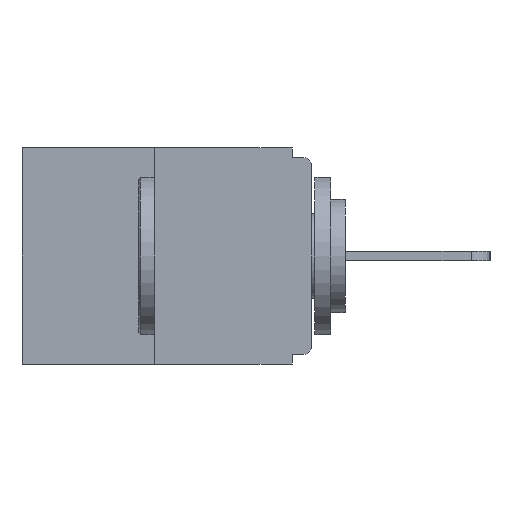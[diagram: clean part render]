
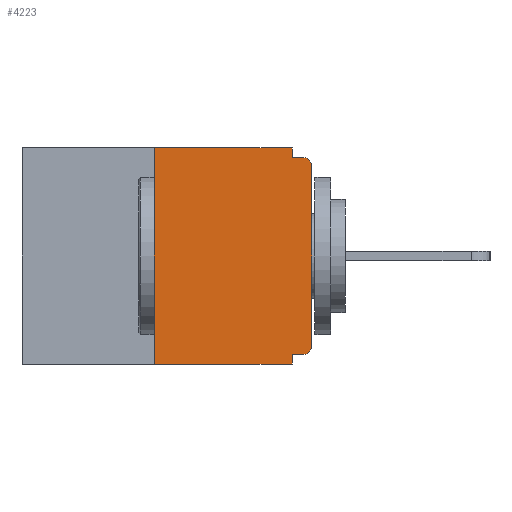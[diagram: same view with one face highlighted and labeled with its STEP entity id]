
A CAD part, left-side view. The second image highlights one B-rep face of the part: STEP entity #4223.
In plain terms, the highlighted planar face has unit normal (-1, 0, 0).
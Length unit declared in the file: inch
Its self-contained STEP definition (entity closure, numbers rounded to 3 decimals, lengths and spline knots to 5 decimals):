
#100 = CARTESIAN_POINT ( 'NONE',  ( 0., 0.25, 0. ) ) ;
#125 = VECTOR ( 'NONE', #11954, 39.37008 ) ;
#133 = CARTESIAN_POINT ( 'NONE',  ( 0., 0., -0.328 ) ) ;
#194 = EDGE_CURVE ( 'NONE', #4391, #5791, #11281, .T. ) ;
#466 = DIRECTION ( 'NONE',  ( 0., 0., -1. ) ) ;
#550 = CARTESIAN_POINT ( 'NONE',  ( 0., 0., 0. ) ) ;
#658 = CARTESIAN_POINT ( 'NONE',  ( 0., 0.46, -0.343 ) ) ;
#840 = CARTESIAN_POINT ( 'NONE',  ( 0., 0.031, 0. ) ) ;
#961 = DIRECTION ( 'NONE',  ( 0., -1., 0. ) ) ;
#1033 = DIRECTION ( 'NONE',  ( 0., 0., 1. ) ) ;
#1343 = VERTEX_POINT ( 'NONE', #8347 ) ;
#1802 = DIRECTION ( 'NONE',  ( 0., 0., -1. ) ) ;
#1893 = VECTOR ( 'NONE', #9117, 39.37008 ) ;
#2061 = LINE ( 'NONE', #100, #3568 ) ;
#2298 = VERTEX_POINT ( 'NONE', #840 ) ;
#2346 = EDGE_CURVE ( 'NONE', #9861, #9300, #9441, .T. ) ;
#2617 = CARTESIAN_POINT ( 'NONE',  ( 0., 0.031, -0.343 ) ) ;
#3125 = DIRECTION ( 'NONE',  ( 0., -1., 0. ) ) ;
#3143 = EDGE_CURVE ( 'NONE', #1343, #4958, #2061, .T. ) ;
#3351 = EDGE_CURVE ( 'NONE', #5791, #9300, #8916, .T. ) ;
#3456 = VERTEX_POINT ( 'NONE', #11063 ) ;
#3568 = VECTOR ( 'NONE', #1033, 39.37008 ) ;
#3708 = EDGE_CURVE ( 'NONE', #3456, #11620, #7236, .T. ) ;
#3727 = CARTESIAN_POINT ( 'NONE',  ( 0., 0., -0.313 ) ) ;
#3774 = EDGE_CURVE ( 'NONE', #1343, #6172, #11137, .T. ) ;
#3891 = ORIENTED_EDGE ( 'NONE', *, *, #194, .T. ) ;
#3996 = DIRECTION ( 'NONE',  ( 0., 1., 0. ) ) ;
#4019 = CARTESIAN_POINT ( 'NONE',  ( 0., 0.46, 0. ) ) ;
#4084 = EDGE_CURVE ( 'NONE', #4958, #2298, #10101, .T. ) ;
#4125 = DIRECTION ( 'NONE',  ( 0., -1., 0. ) ) ;
#4223 = ADVANCED_FACE ( 'NONE', ( #5616 ), #6115, .F. ) ;
#4236 = CARTESIAN_POINT ( 'NONE',  ( 0., 0.46, 0. ) ) ;
#4391 = VERTEX_POINT ( 'NONE', #3727 ) ;
#4682 = CARTESIAN_POINT ( 'NONE',  ( 0., 0.031, -0.015 ) ) ;
#4686 = CARTESIAN_POINT ( 'NONE',  ( 0., 0.015, -0.313 ) ) ;
#4958 = VERTEX_POINT ( 'NONE', #5488 ) ;
#5200 = CARTESIAN_POINT ( 'NONE',  ( 0., 0.031, 0. ) ) ;
#5295 = DIRECTION ( 'NONE',  ( -1., 0., 0. ) ) ;
#5342 = VECTOR ( 'NONE', #3996, 39.37008 ) ;
#5488 = CARTESIAN_POINT ( 'NONE',  ( 0., 0.25, 0. ) ) ;
#5616 = FACE_OUTER_BOUND ( 'NONE', #7721, .T. ) ;
#5791 = VERTEX_POINT ( 'NONE', #11562 ) ;
#6115 = PLANE ( 'NONE',  #11663 ) ;
#6172 = VERTEX_POINT ( 'NONE', #2617 ) ;
#6514 = VECTOR ( 'NONE', #3125, 39.37008 ) ;
#6518 = LINE ( 'NONE', #5200, #125 ) ;
#6780 = ORIENTED_EDGE ( 'NONE', *, *, #9681, .F. ) ;
#7236 = LINE ( 'NONE', #133, #5342 ) ;
#7542 = ORIENTED_EDGE ( 'NONE', *, *, #3708, .F. ) ;
#7721 = EDGE_LOOP ( 'NONE', ( #8186, #11783, #10788, #11458, #7542, #10174, #3891, #10810, #8651, #6780 ) ) ;
#8054 = DIRECTION ( 'NONE',  ( 0., 0., -1. ) ) ;
#8186 = ORIENTED_EDGE ( 'NONE', *, *, #4084, .F. ) ;
#8273 = DIRECTION ( 'NONE',  ( 0., 0., -1. ) ) ;
#8315 = DIRECTION ( 'NONE',  ( -1., 0., 0. ) ) ;
#8347 = CARTESIAN_POINT ( 'NONE',  ( 0., 0.25, -0.343 ) ) ;
#8651 = ORIENTED_EDGE ( 'NONE', *, *, #2346, .F. ) ;
#8907 = VECTOR ( 'NONE', #4125, 39.37008 ) ;
#8909 = VECTOR ( 'NONE', #8273, 39.37008 ) ;
#8916 = CIRCLE ( 'NONE', #11129, 0.015 ) ;
#8934 = AXIS2_PLACEMENT_3D ( 'NONE', #4686, #8315, #1802 ) ;
#8997 = CARTESIAN_POINT ( 'NONE',  ( 0., 0.015, -0.03 ) ) ;
#9117 = DIRECTION ( 'NONE',  ( 0., 0., 1. ) ) ;
#9266 = CARTESIAN_POINT ( 'NONE',  ( 0., 0.031, -0.343 ) ) ;
#9300 = VERTEX_POINT ( 'NONE', #11318 ) ;
#9441 = LINE ( 'NONE', #9546, #12074 ) ;
#9546 = CARTESIAN_POINT ( 'NONE',  ( 0., 0., -0.015 ) ) ;
#9681 = EDGE_CURVE ( 'NONE', #2298, #9861, #6518, .T. ) ;
#9762 = EDGE_CURVE ( 'NONE', #11620, #6172, #11712, .T. ) ;
#9861 = VERTEX_POINT ( 'NONE', #4682 ) ;
#10101 = LINE ( 'NONE', #4019, #6514 ) ;
#10174 = ORIENTED_EDGE ( 'NONE', *, *, #12147, .T. ) ;
#10357 = CIRCLE ( 'NONE', #8934, 0.015 ) ;
#10788 = ORIENTED_EDGE ( 'NONE', *, *, #3774, .T. ) ;
#10810 = ORIENTED_EDGE ( 'NONE', *, *, #3351, .T. ) ;
#11063 = CARTESIAN_POINT ( 'NONE',  ( 0., 0.015, -0.328 ) ) ;
#11129 = AXIS2_PLACEMENT_3D ( 'NONE', #8997, #5295, #466 ) ;
#11137 = LINE ( 'NONE', #658, #8907 ) ;
#11281 = LINE ( 'NONE', #550, #1893 ) ;
#11318 = CARTESIAN_POINT ( 'NONE',  ( 0., 0.015, -0.015 ) ) ;
#11392 = CARTESIAN_POINT ( 'NONE',  ( 0., 0.031, -0.328 ) ) ;
#11458 = ORIENTED_EDGE ( 'NONE', *, *, #9762, .F. ) ;
#11562 = CARTESIAN_POINT ( 'NONE',  ( 0., 0., -0.03 ) ) ;
#11620 = VERTEX_POINT ( 'NONE', #11392 ) ;
#11663 = AXIS2_PLACEMENT_3D ( 'NONE', #4236, #11910, #8054 ) ;
#11712 = LINE ( 'NONE', #9266, #8909 ) ;
#11783 = ORIENTED_EDGE ( 'NONE', *, *, #3143, .F. ) ;
#11910 = DIRECTION ( 'NONE',  ( 1., 0., 0. ) ) ;
#11954 = DIRECTION ( 'NONE',  ( 0., 0., -1. ) ) ;
#12074 = VECTOR ( 'NONE', #961, 39.37008 ) ;
#12147 = EDGE_CURVE ( 'NONE', #3456, #4391, #10357, .T. ) ;
